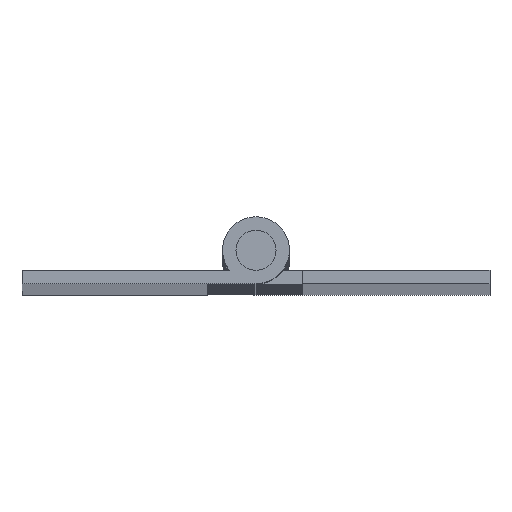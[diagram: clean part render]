
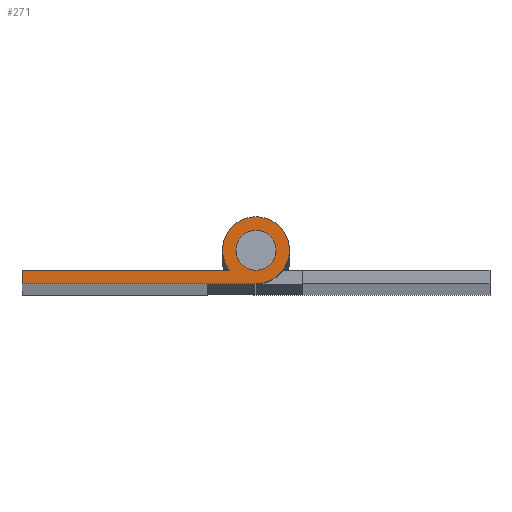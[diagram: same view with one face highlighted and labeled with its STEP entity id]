
A CAD part, top view. The second image highlights one B-rep face of the part: STEP entity #271.
In plain terms, the highlighted planar face has unit normal (0, 0, 1).
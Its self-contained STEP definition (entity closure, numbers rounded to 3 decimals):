
#271 = ADVANCED_FACE ( 'NONE', ( #6082, #6087 ), #4301, .T. ) ;
#370 = CIRCLE ( 'NONE', #5792, 5. ) ;
#406 = CIRCLE ( 'NONE', #714, 5. ) ;
#408 = CIRCLE ( 'NONE', #701, 5. ) ;
#410 = CIRCLE ( 'NONE', #717, 3. ) ;
#465 = EDGE_CURVE ( 'NONE', #5466, #2319, #4446, .T. ) ;
#466 = EDGE_CURVE ( 'NONE', #2319, #2320, #4449, .T. ) ;
#468 = EDGE_CURVE ( 'NONE', #2320, #5525, #4455, .T. ) ;
#516 = VECTOR ( 'NONE', #4448, 1000. ) ;
#517 = VECTOR ( 'NONE', #4451, 1000. ) ;
#520 = VECTOR ( 'NONE', #4457, 1000. ) ;
#701 = AXIS2_PLACEMENT_3D ( 'NONE', #3595, #3599, #3600 ) ;
#714 = AXIS2_PLACEMENT_3D ( 'NONE', #3583, #3590, #3591 ) ;
#717 = AXIS2_PLACEMENT_3D ( 'NONE', #3607, #3608, #3609 ) ;
#881 = AXIS2_PLACEMENT_3D ( 'NONE', #3094, #3101, #3102 ) ;
#914 = CIRCLE ( 'NONE', #881, 3. ) ;
#1107 = EDGE_CURVE ( 'NONE', #2326, #2327, #370, .T. ) ;
#1337 = EDGE_CURVE ( 'NONE', #2327, #5466, #406, .T. ) ;
#1340 = EDGE_CURVE ( 'NONE', #5525, #2326, #408, .T. ) ;
#1343 = EDGE_CURVE ( 'NONE', #2322, #2328, #410, .T. ) ;
#1567 = EDGE_LOOP ( 'NONE', ( #2158, #2159, #2160, #2157, #2162, #2161 ) ) ;
#1574 = EDGE_LOOP ( 'NONE', ( #2164, #2163 ) ) ;
#2157 = ORIENTED_EDGE ( 'NONE', *, *, #465, .T. ) ;
#2158 = ORIENTED_EDGE ( 'NONE', *, *, #1340, .T. ) ;
#2159 = ORIENTED_EDGE ( 'NONE', *, *, #1107, .T. ) ;
#2160 = ORIENTED_EDGE ( 'NONE', *, *, #1337, .T. ) ;
#2161 = ORIENTED_EDGE ( 'NONE', *, *, #468, .T. ) ;
#2162 = ORIENTED_EDGE ( 'NONE', *, *, #466, .T. ) ;
#2163 = ORIENTED_EDGE ( 'NONE', *, *, #1343, .F. ) ;
#2164 = ORIENTED_EDGE ( 'NONE', *, *, #4270, .F. ) ;
#2319 = VERTEX_POINT ( 'NONE', #3871 ) ;
#2320 = VERTEX_POINT ( 'NONE', #3872 ) ;
#2322 = VERTEX_POINT ( 'NONE', #3874 ) ;
#2326 = VERTEX_POINT ( 'NONE', #3878 ) ;
#2327 = VERTEX_POINT ( 'NONE', #3879 ) ;
#2328 = VERTEX_POINT ( 'NONE', #3880 ) ;
#3094 = CARTESIAN_POINT ( 'NONE',  ( 0., 0., 500. ) ) ;
#3101 = DIRECTION ( 'NONE',  ( 0., 0., 1. ) ) ;
#3102 = DIRECTION ( 'NONE',  ( 1., 0., 0. ) ) ;
#3140 = CARTESIAN_POINT ( 'NONE',  ( -4., -3., 500. ) ) ;
#3199 = CARTESIAN_POINT ( 'NONE',  ( 0., -5., 500. ) ) ;
#3583 = CARTESIAN_POINT ( 'NONE',  ( 0., 0., 500. ) ) ;
#3590 = DIRECTION ( 'NONE',  ( 0., 0., 1. ) ) ;
#3591 = DIRECTION ( 'NONE',  ( 1., 0., 0. ) ) ;
#3595 = CARTESIAN_POINT ( 'NONE',  ( 0., 0., 500. ) ) ;
#3599 = DIRECTION ( 'NONE',  ( 0., 0., 1. ) ) ;
#3600 = DIRECTION ( 'NONE',  ( 1., 0., 0. ) ) ;
#3607 = CARTESIAN_POINT ( 'NONE',  ( 0., 0., 500. ) ) ;
#3608 = DIRECTION ( 'NONE',  ( 0., 0., 1. ) ) ;
#3609 = DIRECTION ( 'NONE',  ( 1., 0., 0. ) ) ;
#3871 = CARTESIAN_POINT ( 'NONE',  ( -35., -3., 500. ) ) ;
#3872 = CARTESIAN_POINT ( 'NONE',  ( -35., -5., 500. ) ) ;
#3874 = CARTESIAN_POINT ( 'NONE',  ( 3., 0., 500. ) ) ;
#3878 = CARTESIAN_POINT ( 'NONE',  ( 5., 0., 500. ) ) ;
#3879 = CARTESIAN_POINT ( 'NONE',  ( -5., 0., 500. ) ) ;
#3880 = CARTESIAN_POINT ( 'NONE',  ( -3., 0., 500. ) ) ;
#4270 = EDGE_CURVE ( 'NONE', #2328, #2322, #914, .T. ) ;
#4301 = PLANE ( 'NONE',  #6089 ) ;
#4302 = CARTESIAN_POINT ( 'NONE',  ( 0., 0., 500. ) ) ;
#4303 = DIRECTION ( 'NONE',  ( 0., 0., 1. ) ) ;
#4304 = DIRECTION ( 'NONE',  ( 1., 0., 0. ) ) ;
#4446 = LINE ( 'NONE', #4447, #516 ) ;
#4447 = CARTESIAN_POINT ( 'NONE',  ( -35., -3., 500. ) ) ;
#4448 = DIRECTION ( 'NONE',  ( -1., 0., 0. ) ) ;
#4449 = LINE ( 'NONE', #4450, #517 ) ;
#4450 = CARTESIAN_POINT ( 'NONE',  ( -35., -5., 500. ) ) ;
#4451 = DIRECTION ( 'NONE',  ( 0., -1., 0. ) ) ;
#4455 = LINE ( 'NONE', #4456, #520 ) ;
#4456 = CARTESIAN_POINT ( 'NONE',  ( 0., -5., 500. ) ) ;
#4457 = DIRECTION ( 'NONE',  ( 1., 0., 0. ) ) ;
#4769 = CARTESIAN_POINT ( 'NONE',  ( 0., 0., 500. ) ) ;
#4770 = DIRECTION ( 'NONE',  ( 0., 0., 1. ) ) ;
#4771 = DIRECTION ( 'NONE',  ( 1., 0., 0. ) ) ;
#5466 = VERTEX_POINT ( 'NONE', #3140 ) ;
#5525 = VERTEX_POINT ( 'NONE', #3199 ) ;
#5792 = AXIS2_PLACEMENT_3D ( 'NONE', #4769, #4770, #4771 ) ;
#6082 = FACE_OUTER_BOUND ( 'NONE', #1567, .T. ) ;
#6087 = FACE_BOUND ( 'NONE', #1574, .T. ) ;
#6089 = AXIS2_PLACEMENT_3D ( 'NONE', #4302, #4303, #4304 ) ;
